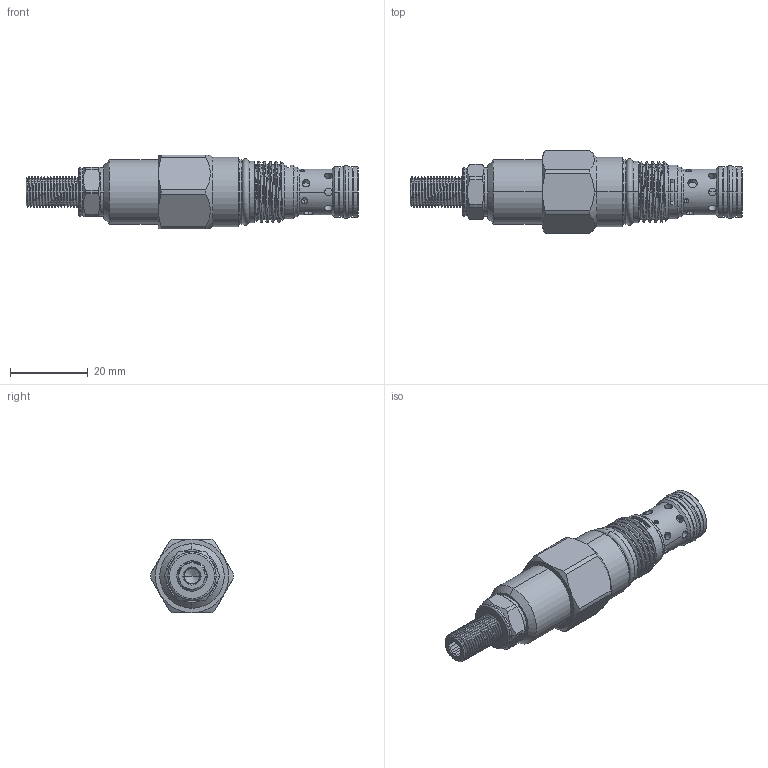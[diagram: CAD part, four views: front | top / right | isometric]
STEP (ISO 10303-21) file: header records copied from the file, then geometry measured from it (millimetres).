
FILE_DESCRIPTION (( 'STEP AP203' ), '1' );
FILE_NAME ('FR162A2C-L.STEP', '2020-04-22T08:59:46', ( '' ), ( '' ), 'SwSTEP 2.0', 'SolidWorks 2018', '' );
FILE_SCHEMA (( 'CONFIG_CONTROL_DESIGN' ));
Length unit declared in the file: millimetre
Products named in the file (1): FR162A2C-L
Bounding box: 85.55 x 21.4 x 19.05 mm (x, y, z)
Volume: 14637.8 mm3; surface area: 6104.6 mm2
Topology: 2 solids, 2 shells, 294 faces, 713 edges, 448 vertices
Faces by surface type: cylinder 159, plane 66, cone 51, torus 10, bspline 8
Entity records: 18283 total; most frequent: CARTESIAN_POINT 11747, ORIENTED_EDGE 1422, DIRECTION 1267, EDGE_CURVE 711, AXIS2_PLACEMENT_3D 510, VERTEX_POINT 448, EDGE_LOOP 323, ADVANCED_FACE 294
